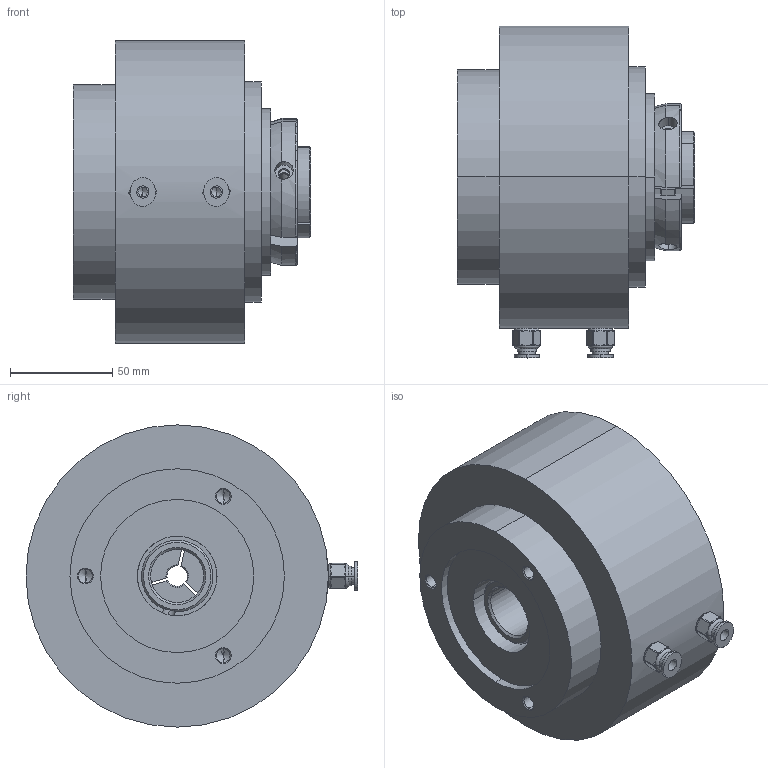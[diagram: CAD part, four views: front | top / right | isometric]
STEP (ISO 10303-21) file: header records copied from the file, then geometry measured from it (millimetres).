
FILE_DESCRIPTION (( 'STEP AP214' ), '1' );
FILE_NAME ('GHL-25+C-25.STEP', '2023-12-15T09:05:14', ( '' ), ( '' ), 'SwSTEP 2.0', 'SolidWorks 2023', '' );
FILE_SCHEMA (( 'AUTOMOTIVE_DESIGN' ));
Length unit declared in the file: millimetre
Products named in the file (6): GHL-25; C-25-3k; GHL-25  本体; GHL-25  大筒夹; GHL-25+C-25; 气嘴  PT 八分之一
Assembly tree (6 placements, depth 3):
  GHL-25+C-25
    GHL-25
      GHL-25  本体
      GHL-25  大筒夹
      气嘴  PT 八分之一  x2
    C-25-3k
Bounding box: 116.1 x 162.5 x 148 mm (x, y, z)
Volume: 1304561.4 mm3; surface area: 127930.7 mm2
Topology: 7 solids, 7 shells, 560 faces, 1445 edges, 840 vertices
Faces by surface type: cylinder 201, plane 143, bspline 107, cone 57, sphere 28, torus 24
Entity records: 28501 total; most frequent: CARTESIAN_POINT 14976, ORIENTED_EDGE 2154, DIRECTION 1871, EDGE_CURVE 1077, AXIS2_PLACEMENT_3D 717, VERTEX_POINT 676, EDGE_LOOP 461, LINE 437
